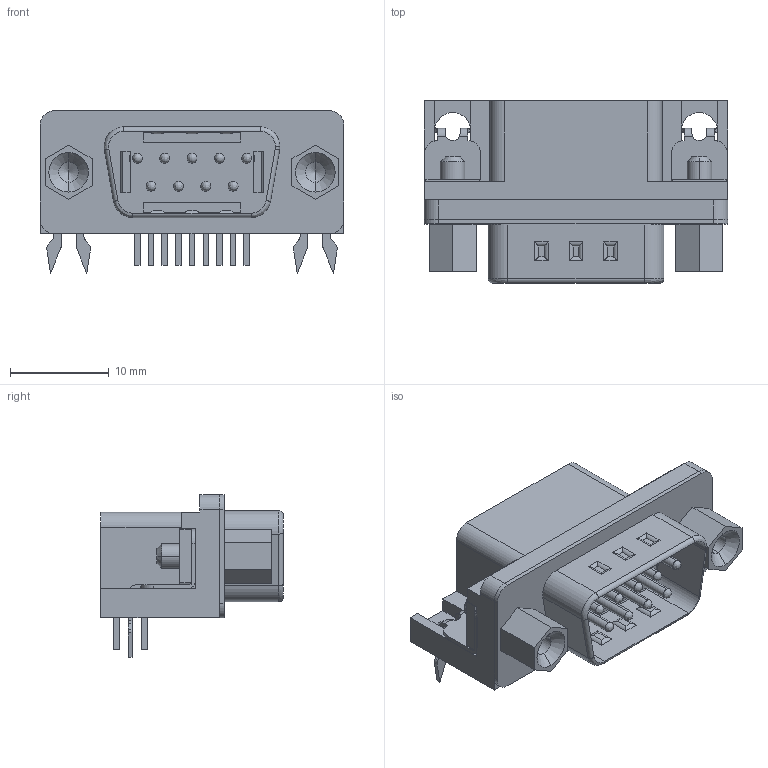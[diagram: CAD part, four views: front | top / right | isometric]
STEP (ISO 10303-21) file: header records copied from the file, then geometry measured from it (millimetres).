
FILE_DESCRIPTION (( 'STEP AP214' ), '1' );
FILE_NAME ('User Library-43767.STEP', '2020-02-29T12:40:35', ( '' ), ( '' ), 'SwSTEP 2.0', 'SolidWorks 2019', '' );
FILE_SCHEMA (( 'AUTOMOTIVE_DESIGN' ));
Length unit declared in the file: millimetre
Products named in the file (19): Assem1_screw;screw_2; Assem1_Pin_long;Pin_long_4; Assem1_Pin_short;Pin_short_4; Assem1_Pin_long;Pin_long_3; Assem1_female screw thread;female screw thread_2; Assem1_lock;lock; Assem1_Shielding;Shielding; User Library-43767; Assem1_Insulator_2;Insulator_2; Assem1_screw;screw; Assem1_Pin_short;Pin_short_2; Assem1_lock;lock_2; Assem1_Pin_long;Pin_long_2; Assem1_Pin_short;Pin_short_3; Assem1_Pin_long;Pin_long; Assem1_female screw thread;female screw thread; Assem1_Pin_long;Pin_long_5; Assem1_Insulator;Insulator; Assem1_Pin_short;Pin_short
Assembly tree (18 placements, depth 2):
  User Library-43767
    Assem1_Insulator;Insulator
    Assem1_Pin_short;Pin_short
    Assem1_Pin_short;Pin_short_2
    Assem1_Pin_short;Pin_short_3
    Assem1_Pin_short;Pin_short_4
    Assem1_Pin_long;Pin_long
    Assem1_Pin_long;Pin_long_2
    Assem1_Pin_long;Pin_long_3
    Assem1_Pin_long;Pin_long_4
    Assem1_Pin_long;Pin_long_5
    Assem1_Shielding;Shielding
    Assem1_Insulator_2;Insulator_2
    Assem1_lock;lock
    Assem1_lock;lock_2
    Assem1_female screw thread;female screw thread
    Assem1_female screw thread;female screw thread_2
    Assem1_screw;screw
    Assem1_screw;screw_2
Bounding box: 30.8 x 18.5 x 16.5 mm (x, y, z)
Volume: 3106 mm3; surface area: 5975.7 mm2
Topology: 18 solids, 18 shells, 633 faces, 1673 edges, 1068 vertices
Faces by surface type: plane 372, cylinder 203, cone 32, bspline 26
Entity records: 27787 total; most frequent: CARTESIAN_POINT 4351, ORIENTED_EDGE 3302, DIRECTION 3216, EDGE_CURVE 1651, VECTOR 1194, LINE 1194, VERTEX_POINT 1068, AXIS2_PLACEMENT_3D 1011
